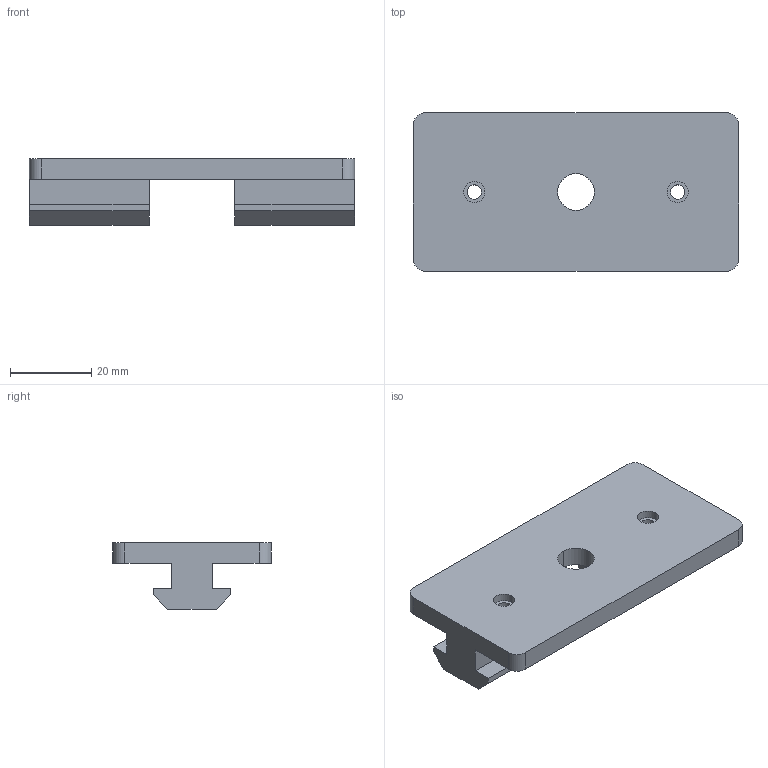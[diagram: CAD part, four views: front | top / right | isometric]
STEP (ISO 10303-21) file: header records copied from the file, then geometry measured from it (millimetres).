
FILE_DESCRIPTION(('STEP AP214'),'1');
FILE_NAME('cctmp_89C26AB3-BD03-4FE1-81B9-1367E762E9BF_2020_1_20_10_1_7_371..stp','2020-01-20T09:01:07',('Bosch Rexroth AG'),('CADClick - www.CADClick.com'),'Spatial InterOp 3D',' ','unknown authorization - (Healing Option Enabled)');
FILE_SCHEMA(('AUTOMOTIVE_DESIGN'));
Length unit declared in the file: millimetre
Products named in the file (1): 2020_01_20__10-01-07-371
Bounding box: 80 x 39 x 16.3 mm (x, y, z)
Volume: 23398.8 mm3; surface area: 10511.4 mm2
Topology: 1 solids, 1 shells, 48 faces, 126 edges, 84 vertices
Faces by surface type: plane 30, cylinder 18
Entity records: 1906 total; most frequent: DIRECTION 260, CARTESIAN_POINT 259, ORIENTED_EDGE 252, EDGE_CURVE 126, LINE 90, VECTOR 90, AXIS2_PLACEMENT_3D 85, VERTEX_POINT 84
